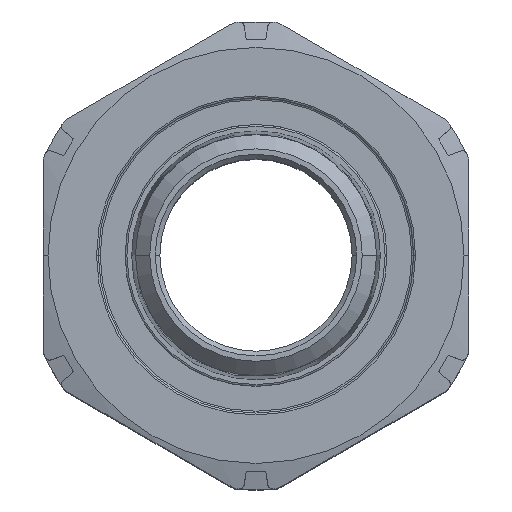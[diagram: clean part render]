
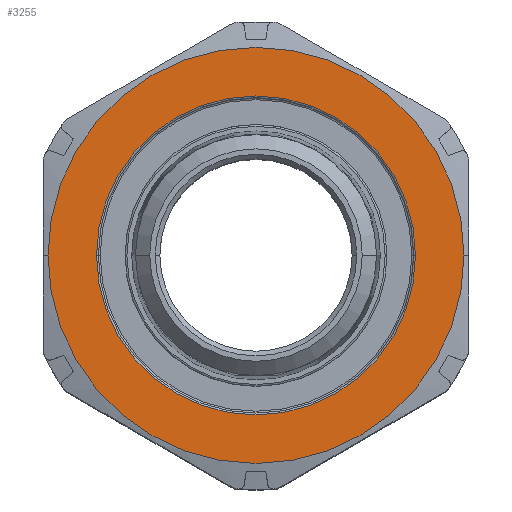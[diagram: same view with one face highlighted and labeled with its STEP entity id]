
A CAD part, top view. The second image highlights one B-rep face of the part: STEP entity #3255.
In plain terms, the highlighted planar face has unit normal (0, 0, 1).
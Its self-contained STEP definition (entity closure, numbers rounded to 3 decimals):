
#13 = EDGE_LOOP ( 'NONE', ( #1014, #2347 ) ) ;
#119 = DIRECTION ( 'NONE',  ( 1., 0., 0. ) ) ;
#165 = ORIENTED_EDGE ( 'NONE', *, *, #2066, .T. ) ;
#178 = CARTESIAN_POINT ( 'NONE',  ( 22.5, 0., 35.7 ) ) ;
#670 = VERTEX_POINT ( 'NONE', #178 ) ;
#673 = CIRCLE ( 'NONE', #3300, 17.25 ) ;
#768 = DIRECTION ( 'NONE',  ( -1., 0., 0. ) ) ;
#1010 = ORIENTED_EDGE ( 'NONE', *, *, #4834, .T. ) ;
#1014 = ORIENTED_EDGE ( 'NONE', *, *, #2219, .F. ) ;
#1309 = VERTEX_POINT ( 'NONE', #3624 ) ;
#1486 = DIRECTION ( 'NONE',  ( 1., 0., 0. ) ) ;
#1517 = CIRCLE ( 'NONE', #2126, 22.5 ) ;
#1582 = DIRECTION ( 'NONE',  ( 0., 0., -1. ) ) ;
#1597 = DIRECTION ( 'NONE',  ( 0., 0., -1. ) ) ;
#1745 = DIRECTION ( 'NONE',  ( 0., 0., 1. ) ) ;
#1936 = DIRECTION ( 'NONE',  ( -1., 0., 0. ) ) ;
#2046 = FACE_BOUND ( 'NONE', #3043, .T. ) ;
#2066 = EDGE_CURVE ( 'NONE', #3833, #3350, #673, .T. ) ;
#2126 = AXIS2_PLACEMENT_3D ( 'NONE', #4819, #1582, #1936 ) ;
#2219 = EDGE_CURVE ( 'NONE', #1309, #670, #1517, .T. ) ;
#2229 = CARTESIAN_POINT ( 'NONE',  ( 17.25, 0., 35.7 ) ) ;
#2347 = ORIENTED_EDGE ( 'NONE', *, *, #5279, .F. ) ;
#2589 = PLANE ( 'NONE',  #2884 ) ;
#2884 = AXIS2_PLACEMENT_3D ( 'NONE', #5079, #1745, #119 ) ;
#3043 = EDGE_LOOP ( 'NONE', ( #1010, #165 ) ) ;
#3102 = DIRECTION ( 'NONE',  ( 0., 0., -1. ) ) ;
#3255 = ADVANCED_FACE ( 'NONE', ( #2046, #4299 ), #2589, .T. ) ;
#3300 = AXIS2_PLACEMENT_3D ( 'NONE', #5045, #3102, #1486 ) ;
#3350 = VERTEX_POINT ( 'NONE', #2229 ) ;
#3425 = CARTESIAN_POINT ( 'NONE',  ( -17.25, 0., 35.7 ) ) ;
#3559 = CIRCLE ( 'NONE', #4203, 22.5 ) ;
#3624 = CARTESIAN_POINT ( 'NONE',  ( -22.5, 0., 35.7 ) ) ;
#3664 = CARTESIAN_POINT ( 'NONE',  ( 0., 0., 35.7 ) ) ;
#3727 = CARTESIAN_POINT ( 'NONE',  ( 0., 0., 35.7 ) ) ;
#3833 = VERTEX_POINT ( 'NONE', #3425 ) ;
#4029 = AXIS2_PLACEMENT_3D ( 'NONE', #3727, #1597, #4136 ) ;
#4136 = DIRECTION ( 'NONE',  ( 1., 0., 0. ) ) ;
#4203 = AXIS2_PLACEMENT_3D ( 'NONE', #3664, #5273, #768 ) ;
#4299 = FACE_OUTER_BOUND ( 'NONE', #13, .T. ) ;
#4400 = CIRCLE ( 'NONE', #4029, 17.25 ) ;
#4819 = CARTESIAN_POINT ( 'NONE',  ( 0., 0., 35.7 ) ) ;
#4834 = EDGE_CURVE ( 'NONE', #3350, #3833, #4400, .T. ) ;
#5045 = CARTESIAN_POINT ( 'NONE',  ( 0., 0., 35.7 ) ) ;
#5079 = CARTESIAN_POINT ( 'NONE',  ( 0., 25.3, 35.7 ) ) ;
#5273 = DIRECTION ( 'NONE',  ( 0., 0., -1. ) ) ;
#5279 = EDGE_CURVE ( 'NONE', #670, #1309, #3559, .T. ) ;
